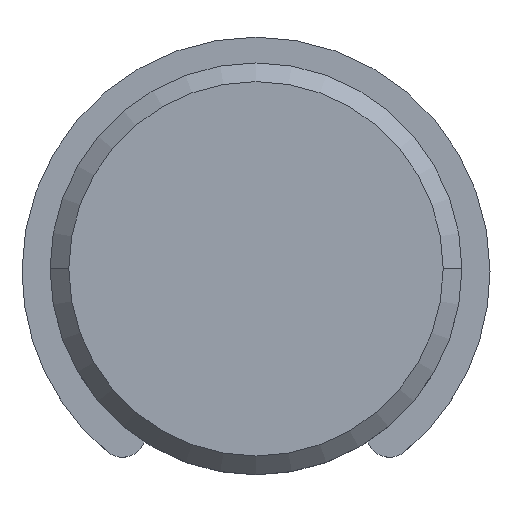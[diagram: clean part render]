
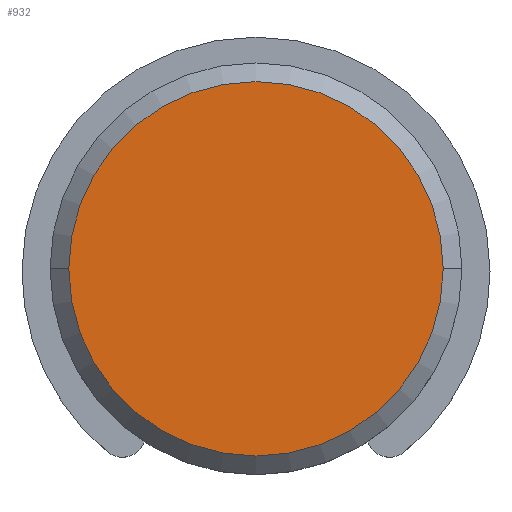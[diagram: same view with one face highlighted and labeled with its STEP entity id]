
A CAD part, top view. The second image highlights one B-rep face of the part: STEP entity #932.
In plain terms, the highlighted planar face has unit normal (0, 0, 1).
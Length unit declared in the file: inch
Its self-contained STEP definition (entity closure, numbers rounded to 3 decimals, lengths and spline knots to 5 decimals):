
#68 = DIRECTION ( 'NONE',  ( 1., 0., 0. ) ) ;
#69 = DIRECTION ( 'NONE',  ( 0., 0., 1. ) ) ;
#71 = CARTESIAN_POINT ( 'NONE',  ( 0., 0., 0.85 ) ) ;
#152 = AXIS2_PLACEMENT_3D ( 'NONE', #1052, #1047, #1071 ) ;
#171 = AXIS2_PLACEMENT_3D ( 'NONE', #71, #69, #68 ) ;
#305 = CIRCLE ( 'NONE', #171, 0.2 ) ;
#329 = CIRCLE ( 'NONE', #152, 0.2 ) ;
#491 = ORIENTED_EDGE ( 'NONE', *, *, #668, .T. ) ;
#550 = VERTEX_POINT ( 'NONE', #1130 ) ;
#569 = ORIENTED_EDGE ( 'NONE', *, *, #677, .T. ) ;
#583 = VERTEX_POINT ( 'NONE', #1117 ) ;
#588 = EDGE_LOOP ( 'NONE', ( #491, #569 ) ) ;
#668 = EDGE_CURVE ( 'NONE', #550, #583, #305, .T. ) ;
#677 = EDGE_CURVE ( 'NONE', #583, #550, #329, .T. ) ;
#689 = PLANE ( 'NONE',  #759 ) ;
#696 = CARTESIAN_POINT ( 'NONE',  ( 0., 0., 0.85 ) ) ;
#697 = DIRECTION ( 'NONE',  ( 0., 0., 1. ) ) ;
#711 = DIRECTION ( 'NONE',  ( 1., 0., 0. ) ) ;
#759 = AXIS2_PLACEMENT_3D ( 'NONE', #696, #697, #711 ) ;
#818 = FACE_OUTER_BOUND ( 'NONE', #588, .T. ) ;
#932 = ADVANCED_FACE ( 'NONE', ( #818 ), #689, .T. ) ;
#1047 = DIRECTION ( 'NONE',  ( 0., 0., 1. ) ) ;
#1052 = CARTESIAN_POINT ( 'NONE',  ( 0., 0., 0.85 ) ) ;
#1071 = DIRECTION ( 'NONE',  ( 1., 0., 0. ) ) ;
#1117 = CARTESIAN_POINT ( 'NONE',  ( 0.2, 0., 0.85 ) ) ;
#1130 = CARTESIAN_POINT ( 'NONE',  ( -0.2, 0., 0.85 ) ) ;
